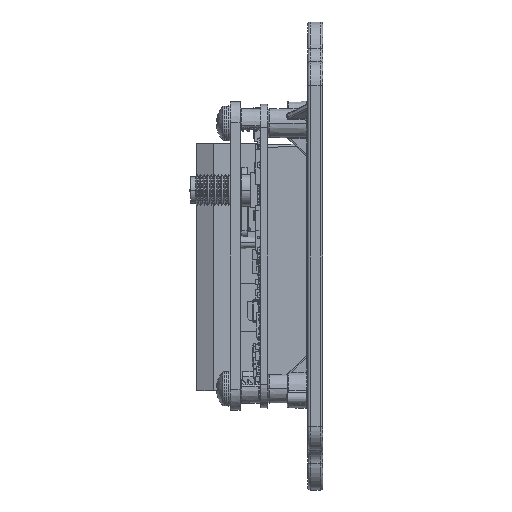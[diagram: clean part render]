
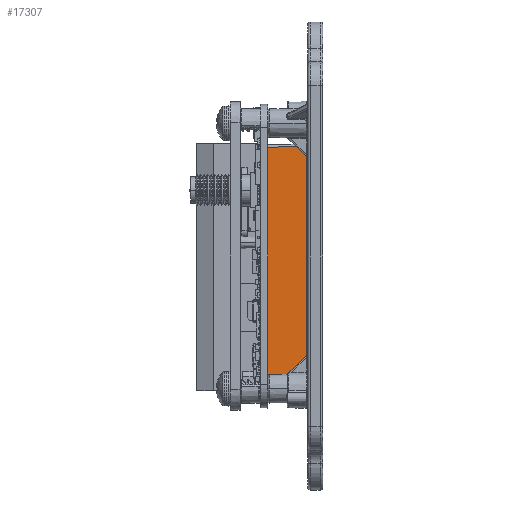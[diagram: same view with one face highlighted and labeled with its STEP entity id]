
A CAD part, left-side view. The second image highlights one B-rep face of the part: STEP entity #17307.
In plain terms, the highlighted planar face has unit normal (-1, 0.018, 0).
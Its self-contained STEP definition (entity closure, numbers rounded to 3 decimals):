
#5700=CARTESIAN_POINT('',(24.678,13.205,-26.322));
#5718=DIRECTION('',(0.,0.,1.));
#5719=VECTOR('',#5718,48.144);
#5720=CARTESIAN_POINT('',(24.678,13.205,-26.322));
#5721=LINE('',#5720,#5719);
#5722=DIRECTION('',(0.017,1.,-0.017));
#5723=VECTOR('',#5722,9.913);
#5724=CARTESIAN_POINT('',(24.505,3.295,21.995));
#5725=LINE('',#5724,#5723);
#5726=DIRECTION('',(0.,0.,1.));
#5727=VECTOR('',#5726,48.49);
#5728=CARTESIAN_POINT('',(24.505,3.295,-26.495));
#5729=LINE('',#5728,#5727);
#5730=DIRECTION('',(-0.017,-1.,-0.017));
#5731=VECTOR('',#5730,9.913);
#5732=CARTESIAN_POINT('',(24.678,13.205,-26.322));
#5733=LINE('',#5732,#5731);
#6552=CARTESIAN_POINT('',(24.505,3.295,-26.495));
#6553=CARTESIAN_POINT('',(24.505,3.295,21.995));
#6554=VERTEX_POINT('',#6552);
#6555=VERTEX_POINT('',#6553);
#6683=VERTEX_POINT('',#5700);
#6686=CARTESIAN_POINT('',(24.678,13.205,21.822));
#6687=VERTEX_POINT('',#6686);
#17296=CARTESIAN_POINT('',(24.5,3.,-29.305));
#17297=DIRECTION('',(-1.,0.017,0.));
#17298=DIRECTION('',(0.,0.,1.));
#17299=AXIS2_PLACEMENT_3D('',#17296,#17297,#17298);
#17300=PLANE('',#17299);
#17301=ORIENTED_EDGE('',*,*,#17099,.T.);
#17302=ORIENTED_EDGE('',*,*,#17007,.F.);
#17303=ORIENTED_EDGE('',*,*,#15812,.F.);
#17304=ORIENTED_EDGE('',*,*,#17211,.F.);
#17305=EDGE_LOOP('',(#17301,#17302,#17303,#17304));
#17306=FACE_OUTER_BOUND('',#17305,.F.);
#17307=ADVANCED_FACE('',(#17306),#17300,.T.);
#15812=EDGE_CURVE('',#6554,#6555,#5729,.T.);
#17007=EDGE_CURVE('',#6555,#6687,#5725,.T.);
#17099=EDGE_CURVE('',#6683,#6687,#5721,.T.);
#17211=EDGE_CURVE('',#6683,#6554,#5733,.T.);
